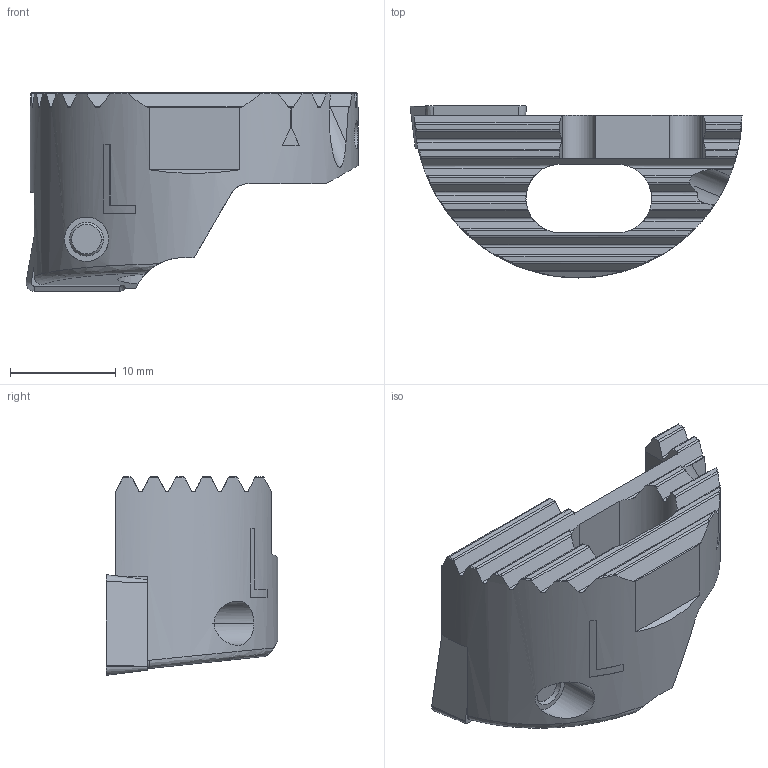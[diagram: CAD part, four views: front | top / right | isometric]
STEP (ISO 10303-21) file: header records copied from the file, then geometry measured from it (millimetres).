
FILE_DESCRIPTION(('no description'),'unknown implementation level');
FILE_NAME('06AECC25-C3BC-4F0C-B4B2-2FD2E3E06F6B_export.stp',' ',('CIMSOURCE GmbH'),('CADClick - KiM GmbH - www.kimweb.de'),'unknown preprocess','ACIS','unknown authorization');
FILE_SCHEMA(('automotive_design'));
Length unit declared in the file: millimetre
Products named in the file (3): 639.432 Kaiser 32-42 SW32 CC09 L|639.432 Kaiser 32-42 SW32 CC09 L;Marke hinten; 639.432 Kaiser 32-42 SW32 CC09 L|694.141 Kaiser ETL M4x9.2 T15 IP 10S;Kreismuster1; 639.432 Kaiser 32-42 SW32 CC09 L|654.952 Kaiser CCMT 09T308 K20C;Kombinieren1
Bounding box: 31.42 x 16.27 x 18.8 mm (x, y, z)
Volume: 3140.7 mm3; surface area: 2876.7 mm2
Topology: 3 solids, 3 shells, 219 faces, 605 edges, 394 vertices
Faces by surface type: plane 91, cylinder 87, cone 31, torus 9, bspline 1
Entity records: 15456 total; most frequent: CARTESIAN_POINT 2991, STYLED_ITEM 1221, PRESENTATION_STYLE_ASSIGNMENT 1221, COLOUR_RGB 1221, ORIENTED_EDGE 1210, DIRECTION 1202, EDGE_CURVE 605, CURVE_STYLE 605
